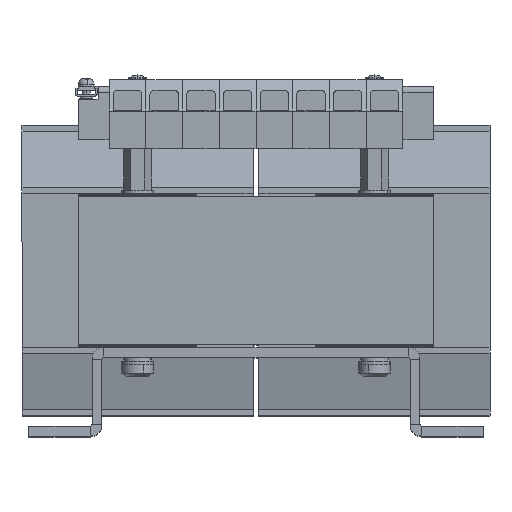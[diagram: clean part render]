
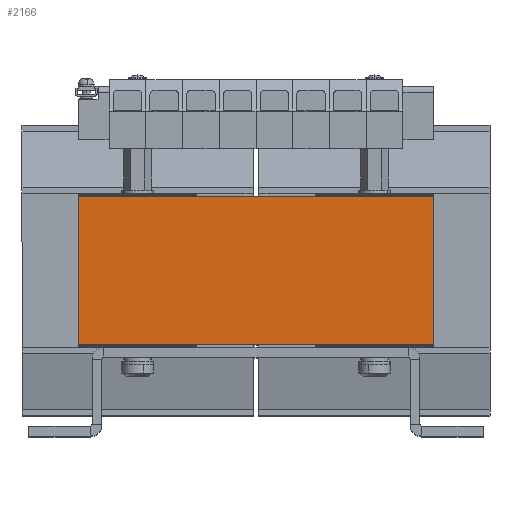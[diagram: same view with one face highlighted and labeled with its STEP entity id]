
A CAD part, top view. The second image highlights one B-rep face of the part: STEP entity #2166.
In plain terms, the highlighted planar face has unit normal (0, 0, 1).
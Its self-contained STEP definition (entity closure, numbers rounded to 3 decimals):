
#95 = LINE ( 'NONE', #14276, #13303 ) ;
#1329 = PLANE ( 'NONE',  #14675 ) ;
#2166 = ADVANCED_FACE ( 'NONE', ( #4879 ), #1329, .F. ) ;
#2193 = VECTOR ( 'NONE', #11472, 1000. ) ;
#2247 = CARTESIAN_POINT ( 'NONE',  ( 90., -37.5, 150.001 ) ) ;
#2880 = CARTESIAN_POINT ( 'NONE',  ( 90., -37.5, 150.001 ) ) ;
#3623 = LINE ( 'NONE', #4098, #14335 ) ;
#4098 = CARTESIAN_POINT ( 'NONE',  ( -90., -37.5, 150.001 ) ) ;
#4107 = CARTESIAN_POINT ( 'NONE',  ( -90., -37.5, 150.001 ) ) ;
#4879 = FACE_OUTER_BOUND ( 'NONE', #10975, .T. ) ;
#4893 = EDGE_CURVE ( 'NONE', #11459, #12226, #11695, .T. ) ;
#5126 = VERTEX_POINT ( 'NONE', #10372 ) ;
#5135 = DIRECTION ( 'NONE',  ( 0., 1., 0. ) ) ;
#5254 = CARTESIAN_POINT ( 'NONE',  ( 90., 37.5, 150.001 ) ) ;
#6432 = ORIENTED_EDGE ( 'NONE', *, *, #15378, .T. ) ;
#7843 = CARTESIAN_POINT ( 'NONE',  ( -90., -37.5, 150.001 ) ) ;
#8650 = ORIENTED_EDGE ( 'NONE', *, *, #15560, .F. ) ;
#8796 = CARTESIAN_POINT ( 'NONE',  ( -90., 37.5, 150.001 ) ) ;
#9278 = DIRECTION ( 'NONE',  ( 0., 1., 0. ) ) ;
#9448 = DIRECTION ( 'NONE',  ( -1., 0., 0. ) ) ;
#9794 = VECTOR ( 'NONE', #14156, 1000. ) ;
#10155 = ORIENTED_EDGE ( 'NONE', *, *, #15155, .F. ) ;
#10372 = CARTESIAN_POINT ( 'NONE',  ( -90., 37.5, 150.001 ) ) ;
#10975 = EDGE_LOOP ( 'NONE', ( #6432, #8650, #10155, #16072 ) ) ;
#11459 = VERTEX_POINT ( 'NONE', #2880 ) ;
#11472 = DIRECTION ( 'NONE',  ( 0., 1., 0. ) ) ;
#11695 = LINE ( 'NONE', #2247, #2193 ) ;
#11724 = VERTEX_POINT ( 'NONE', #7843 ) ;
#12226 = VERTEX_POINT ( 'NONE', #5254 ) ;
#13211 = DIRECTION ( 'NONE',  ( 0., 0., -1. ) ) ;
#13303 = VECTOR ( 'NONE', #5135, 1000. ) ;
#14156 = DIRECTION ( 'NONE',  ( -1., 0., 0. ) ) ;
#14276 = CARTESIAN_POINT ( 'NONE',  ( -90., -37.5, 150.001 ) ) ;
#14335 = VECTOR ( 'NONE', #9448, 1000. ) ;
#14675 = AXIS2_PLACEMENT_3D ( 'NONE', #4107, #13211, #9278 ) ;
#15153 = LINE ( 'NONE', #8796, #9794 ) ;
#15155 = EDGE_CURVE ( 'NONE', #11459, #11724, #3623, .T. ) ;
#15378 = EDGE_CURVE ( 'NONE', #12226, #5126, #15153, .T. ) ;
#15560 = EDGE_CURVE ( 'NONE', #11724, #5126, #95, .T. ) ;
#16072 = ORIENTED_EDGE ( 'NONE', *, *, #4893, .T. ) ;
